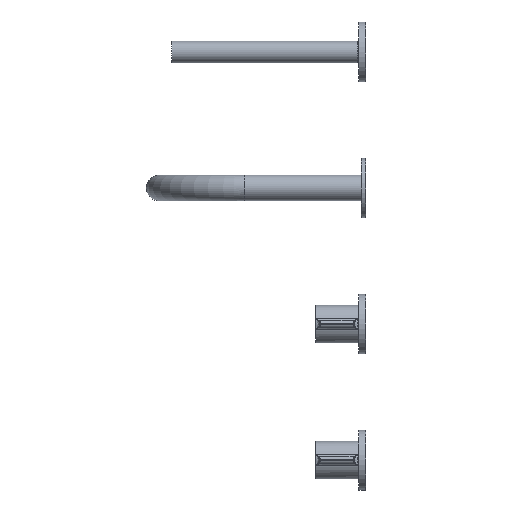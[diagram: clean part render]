
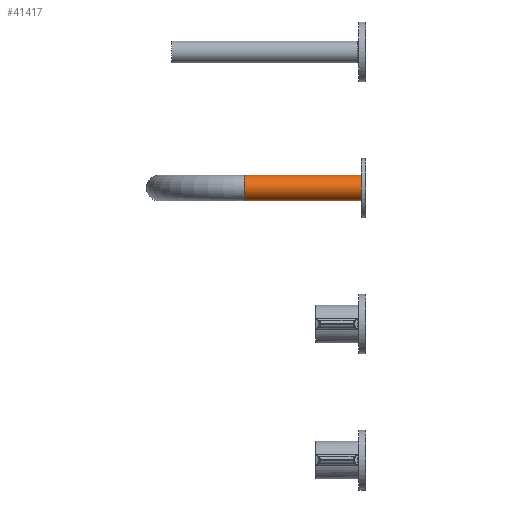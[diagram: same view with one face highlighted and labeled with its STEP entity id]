
A CAD part, left-side view. The second image highlights one B-rep face of the part: STEP entity #41417.
In plain terms, the highlighted cylindrical face has radius 14 mm (diameter 28 mm), a full revolution.
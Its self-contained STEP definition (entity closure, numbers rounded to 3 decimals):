
#825 = CARTESIAN_POINT ( 'NONE',  ( 0., 84.764, 286. ) ) ;
#1193 = AXIS2_PLACEMENT_3D ( 'NONE', #40175, #22425, #37009 ) ;
#5225 = ORIENTED_EDGE ( 'NONE', *, *, #43453, .F. ) ;
#10107 = ORIENTED_EDGE ( 'NONE', *, *, #10943, .F. ) ;
#10943 = EDGE_CURVE ( 'NONE', #31837, #31837, #37252, .T. ) ;
#11713 = DIRECTION ( 'NONE',  ( 0., 0., -1. ) ) ;
#14236 = FACE_OUTER_BOUND ( 'NONE', #35555, .T. ) ;
#15653 = VERTEX_POINT ( 'NONE', #825 ) ;
#16834 = DIRECTION ( 'NONE',  ( 0., 0., 1. ) ) ;
#21713 = AXIS2_PLACEMENT_3D ( 'NONE', #31645, #24104, #16834 ) ;
#22425 = DIRECTION ( 'NONE',  ( 0., -1., 0. ) ) ;
#24104 = DIRECTION ( 'NONE',  ( 0., 1., 0. ) ) ;
#26545 = CARTESIAN_POINT ( 'NONE',  ( 0., 218.764, 300. ) ) ;
#29048 = DIRECTION ( 'NONE',  ( 0., -1., 0. ) ) ;
#29150 = CIRCLE ( 'NONE', #1193, 14. ) ;
#31645 = CARTESIAN_POINT ( 'NONE',  ( 0., 218.764, 300. ) ) ;
#31837 = VERTEX_POINT ( 'NONE', #46656 ) ;
#33432 = EDGE_LOOP ( 'NONE', ( #5225 ) ) ;
#35555 = EDGE_LOOP ( 'NONE', ( #10107 ) ) ;
#36775 = AXIS2_PLACEMENT_3D ( 'NONE', #26545, #29048, #11713 ) ;
#37009 = DIRECTION ( 'NONE',  ( 0., 0., -1. ) ) ;
#37252 = CIRCLE ( 'NONE', #21713, 14. ) ;
#37711 = CYLINDRICAL_SURFACE ( 'NONE', #36775, 14. ) ;
#40175 = CARTESIAN_POINT ( 'NONE',  ( 0., 84.764, 300. ) ) ;
#41417 = ADVANCED_FACE ( 'NONE', ( #14236, #47745 ), #37711, .T. ) ;
#43453 = EDGE_CURVE ( 'NONE', #15653, #15653, #29150, .T. ) ;
#46656 = CARTESIAN_POINT ( 'NONE',  ( 0., 218.764, 314. ) ) ;
#47745 = FACE_OUTER_BOUND ( 'NONE', #33432, .T. ) ;
